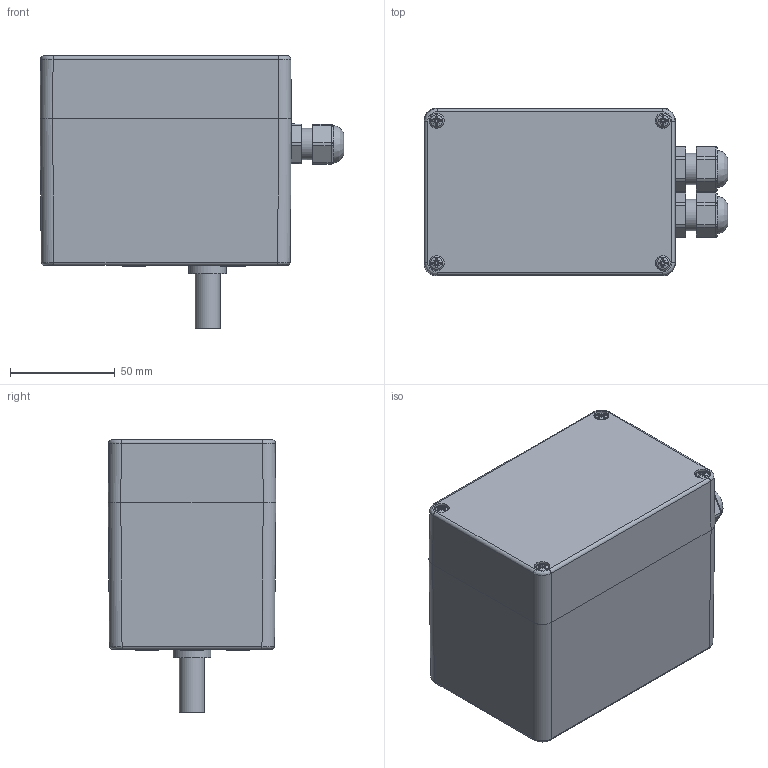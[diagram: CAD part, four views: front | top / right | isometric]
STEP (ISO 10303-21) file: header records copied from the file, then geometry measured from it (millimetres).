
FILE_DESCRIPTION((''),'2;1');
FILE_NAME('PSE100_200.stp','2010-03-04T10:01:50',('nwolf'),(''),'Autodesk Inventor 2009','Autodesk Inventor 2009','');
FILE_SCHEMA(('AUTOMOTIVE_DESIGN { 1 0 10303 214 1 1 1 1 }'));
Length unit declared in the file: millimetre
Products named in the file (11): ENG-000678; UT-PC-128010_1; OT-PC-128070; Gewindemuffe-M4; Flachkopfschraube mit Kreuzschlitz - Typ IA - Metrisch M4x0.7 x 20; O-Ring-03-3300; 1230.002474MA; 3090.000079M; 1200.002614MK; 1220.000849M; 1110.002164M
Assembly tree (19 placements, depth 2):
  ENG-000678
    UT-PC-128010_1
    OT-PC-128070
    Gewindemuffe-M4  x4
    Flachkopfschraube mit Kreuzschlitz - Typ IA - Metrisch M4x0.7 x 20  x4
    O-Ring-03-3300
    1230.002474MA
    3090.000079M  x2
    1200.002614MK
    1220.000849M
    1110.002164M  x3
Bounding box: 145.13 x 80 x 130.04 mm (x, y, z)
Volume: 230809.9 mm3; surface area: 151768.4 mm2
Topology: 19 solids, 19 shells, 3151 faces, 7666 edges, 5031 vertices
Faces by surface type: plane 2654, cylinder 224, bspline 136, cone 101, torus 32, sphere 4
Full cylindrical faces by diameter (mm): 2.5 x12, 3.242 x4, 4 x14, 5 x4, 6 x1, 7.2 x4, 8 x5, 12 x5, 12.3 x3, 14 x4, 15 x4, 16 x1, 18 x1, 18.3 x1, 20 x1
Entity records: 85275 total; most frequent: CARTESIAN_POINT 36528, DIRECTION 9844, ORIENTED_EDGE 9806, EDGE_CURVE 4903, VECTOR 3546, LINE 3546, VERTEX_POINT 3251, AXIS2_PLACEMENT_3D 3149
